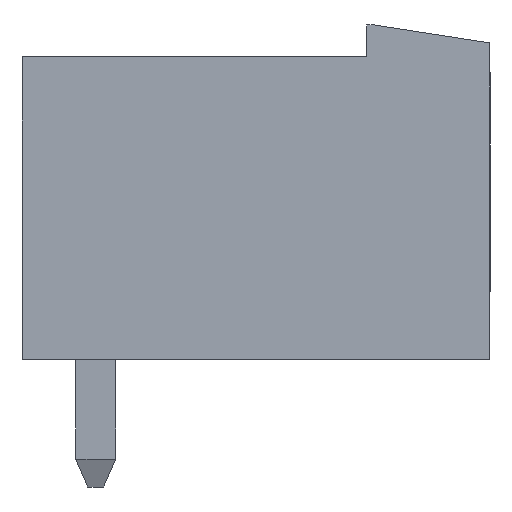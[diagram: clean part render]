
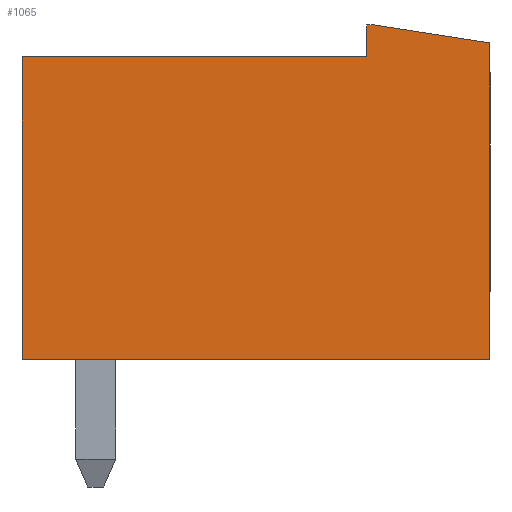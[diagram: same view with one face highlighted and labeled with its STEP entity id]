
A CAD part, left-side view. The second image highlights one B-rep face of the part: STEP entity #1065.
In plain terms, the highlighted planar face has unit normal (-1, 0, 0).
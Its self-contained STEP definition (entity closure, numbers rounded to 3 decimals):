
#1054=AXIS2_PLACEMENT_3D('Plane Axis2P3D',#1051,#1052,#1053) ;
#98=CARTESIAN_POINT('Vertex',(0.,0.,11.15)) ;
#101=CARTESIAN_POINT('Line Origine',(0.,0.,7.175)) ;
#105=CARTESIAN_POINT('Vertex',(0.,0.,3.2)) ;
#427=CARTESIAN_POINT('Vertex',(0.,2.9,11.6)) ;
#430=CARTESIAN_POINT('Line Origine',(0.,1.45,11.375)) ;
#458=CARTESIAN_POINT('Vertex',(0.,3.1,11.6)) ;
#461=CARTESIAN_POINT('Line Origine',(0.,3.,11.6)) ;
#545=CARTESIAN_POINT('Vertex',(0.,3.1,10.8)) ;
#548=CARTESIAN_POINT('Line Origine',(0.,3.1,11.2)) ;
#640=CARTESIAN_POINT('Vertex',(0.,11.75,10.8)) ;
#643=CARTESIAN_POINT('Line Origine',(0.,7.425,10.8)) ;
#808=CARTESIAN_POINT('Vertex',(0.,11.75,3.2)) ;
#813=CARTESIAN_POINT('Line Origine',(0.,11.75,7.)) ;
#913=CARTESIAN_POINT('Line Origine',(0.,5.875,3.2)) ;
#1051=CARTESIAN_POINT('Axis2P3D Location',(0.,0.,0.)) ;
#102=DIRECTION('Vector Direction',(0.,0.,-1.)) ;
#431=DIRECTION('Vector Direction',(0.,-0.988,-0.153)) ;
#462=DIRECTION('Vector Direction',(0.,-1.,0.)) ;
#549=DIRECTION('Vector Direction',(0.,0.,1.)) ;
#644=DIRECTION('Vector Direction',(0.,-1.,0.)) ;
#814=DIRECTION('Vector Direction',(0.,0.,1.)) ;
#914=DIRECTION('Vector Direction',(0.,1.,0.)) ;
#1052=DIRECTION('Axis2P3D Direction',(-1.,0.,0.)) ;
#1053=DIRECTION('Axis2P3D XDirection',(0.,-1.,0.)) ;
#103=VECTOR('Line Direction',#102,1.) ;
#432=VECTOR('Line Direction',#431,1.) ;
#463=VECTOR('Line Direction',#462,1.) ;
#550=VECTOR('Line Direction',#549,1.) ;
#645=VECTOR('Line Direction',#644,1.) ;
#815=VECTOR('Line Direction',#814,1.) ;
#915=VECTOR('Line Direction',#914,1.) ;
#1057=ORIENTED_EDGE('',*,*,#107,.T.) ;
#1058=ORIENTED_EDGE('',*,*,#434,.T.) ;
#1059=ORIENTED_EDGE('',*,*,#465,.T.) ;
#1060=ORIENTED_EDGE('',*,*,#552,.T.) ;
#1061=ORIENTED_EDGE('',*,*,#647,.T.) ;
#1062=ORIENTED_EDGE('',*,*,#817,.T.) ;
#1063=ORIENTED_EDGE('',*,*,#917,.T.) ;
#1065=ADVANCED_FACE('HOUSING',(#1064),#1055,.T.) ;
#107=EDGE_CURVE('',#106,#99,#104,.F.) ;
#434=EDGE_CURVE('',#99,#428,#433,.F.) ;
#465=EDGE_CURVE('',#428,#459,#464,.F.) ;
#552=EDGE_CURVE('',#459,#546,#551,.F.) ;
#647=EDGE_CURVE('',#546,#641,#646,.F.) ;
#817=EDGE_CURVE('',#641,#809,#816,.F.) ;
#917=EDGE_CURVE('',#809,#106,#916,.F.) ;
#1056=EDGE_LOOP('',(#1057,#1058,#1059,#1060,#1061,#1062,#1063)) ;
#1064=FACE_OUTER_BOUND('',#1056,.T.) ;
#104=LINE('Line',#101,#103) ;
#433=LINE('Line',#430,#432) ;
#464=LINE('Line',#461,#463) ;
#551=LINE('Line',#548,#550) ;
#646=LINE('Line',#643,#645) ;
#816=LINE('Line',#813,#815) ;
#916=LINE('Line',#913,#915) ;
#1055=PLANE('',#1054) ;
#99=VERTEX_POINT('',#98) ;
#106=VERTEX_POINT('',#105) ;
#428=VERTEX_POINT('',#427) ;
#459=VERTEX_POINT('',#458) ;
#546=VERTEX_POINT('',#545) ;
#641=VERTEX_POINT('',#640) ;
#809=VERTEX_POINT('',#808) ;
